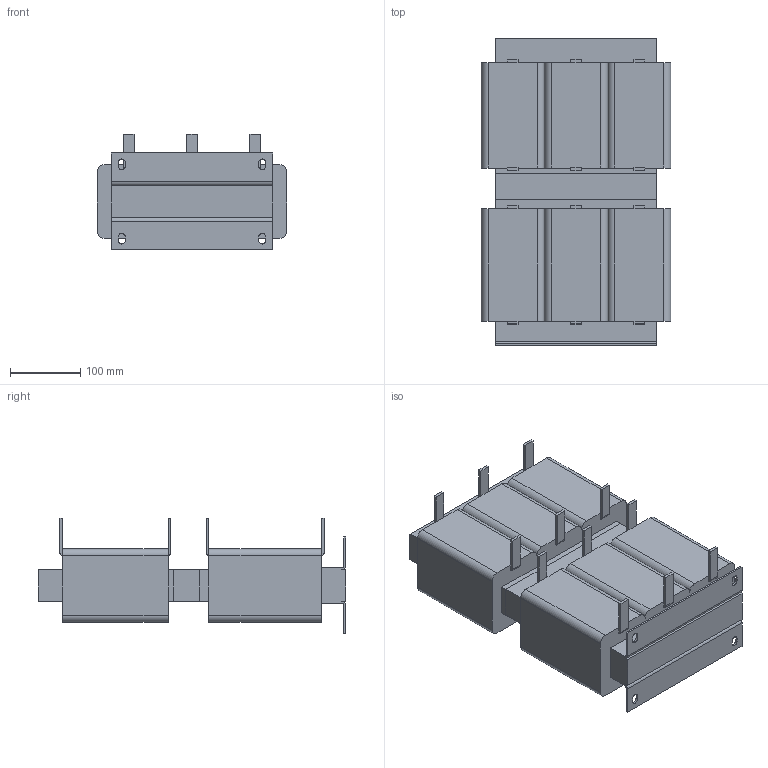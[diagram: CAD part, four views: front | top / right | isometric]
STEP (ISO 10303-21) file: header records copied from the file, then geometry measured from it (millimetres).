
FILE_DESCRIPTION(('STEP AP214'), '1');
FILE_NAME('100 篢牆', '', ('UNSPECIFIED'), ('UNSPECIFIED'), 'ASCON STEP Converter 1.3', 'ASCON Math Kernel', '');
FILE_SCHEMA(('AUTOMOTIVE_DESIGN { 1 0 10303 214 3 1 1}'));
Length unit declared in the file: millimetre
Assembly tree (2 placements, depth 2):
  (unnamed)
    (unnamed)
    (unnamed)
Bounding box: 270 x 438 x 165 mm (x, y, z)
Volume: 10558442.2 mm3; surface area: 510448.7 mm2
Topology: 2 solids, 2 shells, 164 faces, 444 edges, 288 vertices
Faces by surface type: plane 116, cylinder 48
Entity records: 6592 total; most frequent: CARTESIAN_POINT 899, ORIENTED_EDGE 888, DIRECTION 874, EDGE_CURVE 444, LINE 348, VECTOR 348, VERTEX_POINT 288, AXIS2_PLACEMENT_3D 263
